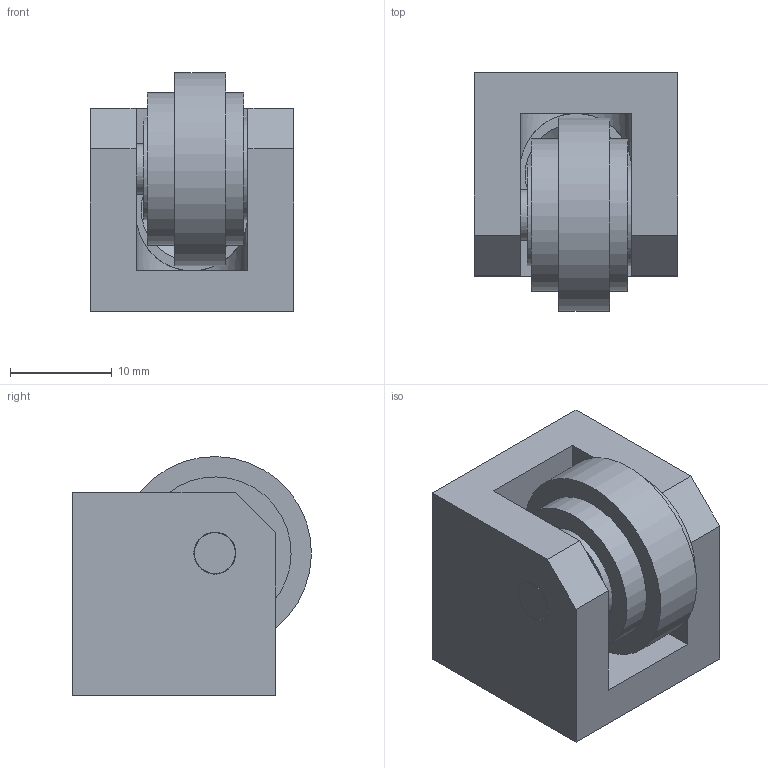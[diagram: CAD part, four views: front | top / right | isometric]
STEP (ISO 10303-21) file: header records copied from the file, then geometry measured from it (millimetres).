
FILE_DESCRIPTION(/* description */ (''),/* implementation_level */ '2;1');
FILE_NAME(/* name */ '11183_KriTec_Rolleneckverbinder_5.stp',/* time_stamp */ '2018-04-17T12:16:10+02:00',/* author */ ('kostic'),/* organization */ (''),/* preprocessor_version */ 'ST-DEVELOPER v16.1',/* originating_system */ 'Autodesk Inventor 2016',/* authorisation */ '');
FILE_SCHEMA (('AUTOMOTIVE_DESIGN { 1 0 10303 214 3 1 1 }'));
Length unit declared in the file: millimetre
Products named in the file (6): 11183_Halter; 11164_Rolle_5_PA; 11164 Distanzscheibe; 11164 Distanzhülse; ISO 10642  - M5  x  20x 10.9; 11183_KriTec_Rolleneckverbinder_5
Assembly tree (5 placements, depth 2):
  11183_KriTec_Rolleneckverbinder_5
    11183_Halter
    11164_Rolle_5_PA
    11164 Distanzscheibe
    11164 Distanzhülse
    ISO 10642  - M5  x  20x 10.9
Bounding box: 20 x 23.5 x 23.5 mm (x, y, z)
Volume: 6998.3 mm3; surface area: 5274.3 mm2
Topology: 5 solids, 5 shells, 63 faces, 138 edges, 90 vertices
Faces by surface type: plane 34, cylinder 21, cone 8
Full cylindrical faces by diameter (mm): 4.134 x1, 5 x2, 5.4 x4, 7 x2, 9.43 x1, 10 x2, 11 x2, 15 x2, 19 x1
Entity records: 1720 total; most frequent: DIRECTION 294, CARTESIAN_POINT 275, ORIENTED_EDGE 212, AXIS2_PLACEMENT_3D 120, EDGE_LOOP 107, EDGE_CURVE 106, VERTEX_POINT 83, FACE_OUTER_BOUND 63
